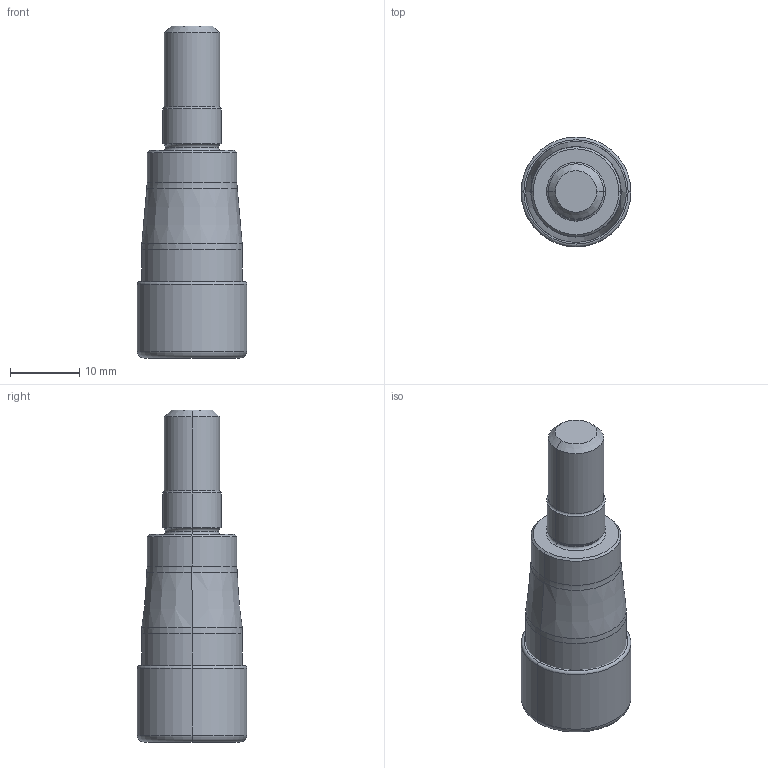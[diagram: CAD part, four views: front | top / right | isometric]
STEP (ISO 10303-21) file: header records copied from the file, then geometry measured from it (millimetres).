
FILE_DESCRIPTION(/* description */ (''),/* implementation_level */ '2;1');
FILE_NAME(/* name */ 'APX3000UR102AM08A30_IR0_039.stp',/* time_stamp */ '2021-09-08T11:46:27+09:00',/* author */ (''),/* organization */ (''),/* preprocessor_version */ 'ST-DEVELOPER v16',/* originating_system */ 'SIEMENS PLM Software NX 10.0',/* authorisation */ '');
FILE_SCHEMA (('AUTOMOTIVE_DESIGN { 1 0 10303 214 3 1 1 1 }'));
Length unit declared in the file: millimetre
Products named in the file (1): APX3000UR102AM08A30_IR0_039_ASM
Bounding box: 15.88 x 15.88 x 48 mm (x, y, z)
Volume: 7523.9 mm3; surface area: 3036.6 mm2
Topology: 2 solids, 2 shells, 133 faces, 330 edges, 249 vertices
Faces by surface type: revolution 66, torus 22, cone 22, cylinder 12, plane 9, bspline 2
Entity records: 6061 total; most frequent: CARTESIAN_POINT 1901, DIRECTION 628, ORIENTED_EDGE 572, EDGE_CURVE 286, AXIS2_PLACEMENT_3D 259, PRESENTATION_STYLE_ASSIGNMENT 192, CIRCLE 183, B_SPLINE_CURVE_WITH_KNOTS 169
